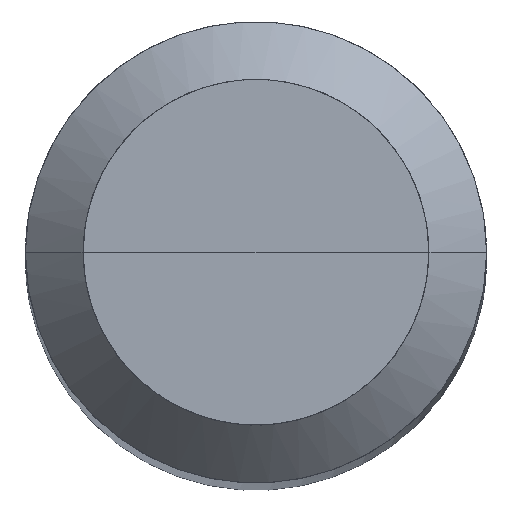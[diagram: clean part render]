
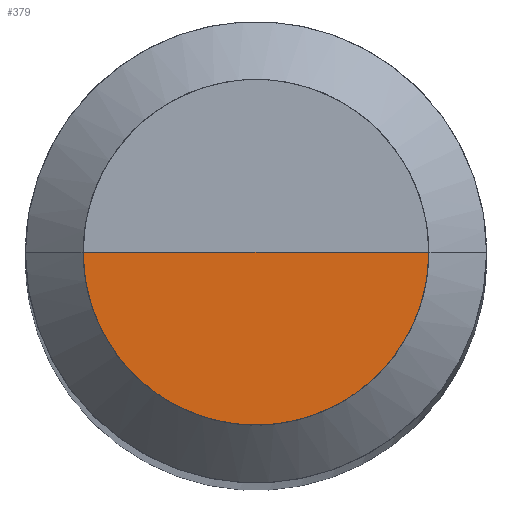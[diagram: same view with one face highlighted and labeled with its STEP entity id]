
A CAD part, top view. The second image highlights one B-rep face of the part: STEP entity #379.
In plain terms, the highlighted free-form (B-spline) face has degree [1, 2] with [2, 5] control points.
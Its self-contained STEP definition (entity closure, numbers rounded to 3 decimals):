
#96=CARTESIAN_POINT('',(-1.5,0.,37.413));
#97=CARTESIAN_POINT('',(-1.5,-1.5,37.413));
#98=CARTESIAN_POINT('',(0.,-1.5,37.413));
#99=CARTESIAN_POINT('',(1.5,-1.5,37.413));
#100=CARTESIAN_POINT('',(1.5,0.,37.413));
#101=CARTESIAN_POINT('',(0.,0.,37.413));
#364=(
BOUNDED_SURFACE()
B_SPLINE_SURFACE(1,2,(
(#96,#97,#98,#99,#100),
(#101,#101,#101,#101,#101)
), .UNSPECIFIED.,.F.,.F.,.F.)
B_SPLINE_SURFACE_WITH_KNOTS((2,2),(3,2,3),(
0.,1.),(
0.,0.5,1.), .UNSPECIFIED.)
GEOMETRIC_REPRESENTATION_ITEM()
RATIONAL_B_SPLINE_SURFACE(((1.,0.707,1.,0.707,1.),
(1.,0.707,1.,0.707,1.)
))
REPRESENTATION_ITEM('')
SURFACE()
);
#365=(
BOUNDED_CURVE()
B_SPLINE_CURVE(2,(#100,#99,#98,#97,#96),.UNSPECIFIED.,.F.,.F.)
B_SPLINE_CURVE_WITH_KNOTS((3,2,3),
(0.,0.5,1.),.UNSPECIFIED.)
CURVE()
GEOMETRIC_REPRESENTATION_ITEM()
RATIONAL_B_SPLINE_CURVE((1.,0.707,1.,0.707,1.))
REPRESENTATION_ITEM('')
);
#366=(
BOUNDED_CURVE()
B_SPLINE_CURVE(1,(#96,#101),.UNSPECIFIED.,.F.,.F.)
B_SPLINE_CURVE_WITH_KNOTS((2,2),
(0.,1.),.UNSPECIFIED.)
CURVE()
GEOMETRIC_REPRESENTATION_ITEM()
RATIONAL_B_SPLINE_CURVE((1.,1.))
REPRESENTATION_ITEM('')
);
#367=(
BOUNDED_CURVE()
B_SPLINE_CURVE(1,(#101,#100),.UNSPECIFIED.,.F.,.F.)
B_SPLINE_CURVE_WITH_KNOTS((2,2),
(0.,1.),.UNSPECIFIED.)
CURVE()
GEOMETRIC_REPRESENTATION_ITEM()
RATIONAL_B_SPLINE_CURVE((1.,1.))
REPRESENTATION_ITEM('')
);
#368=VERTEX_POINT('',#96);
#369=VERTEX_POINT('',#100);
#370=VERTEX_POINT('',#101);
#371=EDGE_CURVE('',#369,#368,#365,.T.);
#372=EDGE_CURVE('',#368,#370,#366,.T.);
#373=EDGE_CURVE('',#370,#369,#367,.T.);
#374=ORIENTED_EDGE('',*,*,#371,.T.);
#375=ORIENTED_EDGE('',*,*,#372,.T.);
#376=ORIENTED_EDGE('',*,*,#373,.T.);
#377=EDGE_LOOP('',(#374,#375,#376));
#378=FACE_OUTER_BOUND('',#377,.T.);
#379=ADVANCED_FACE('',(#378),#364,.T.);
